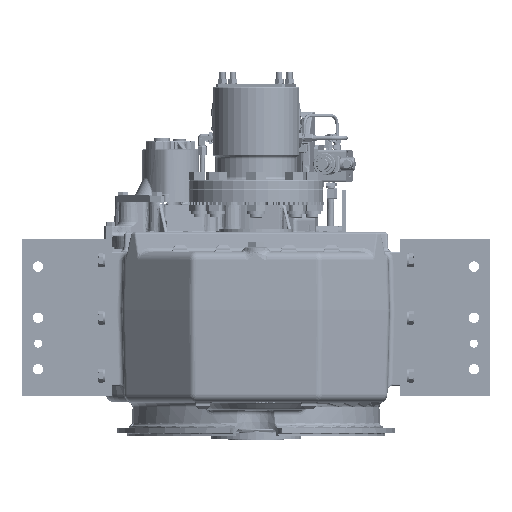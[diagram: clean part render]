
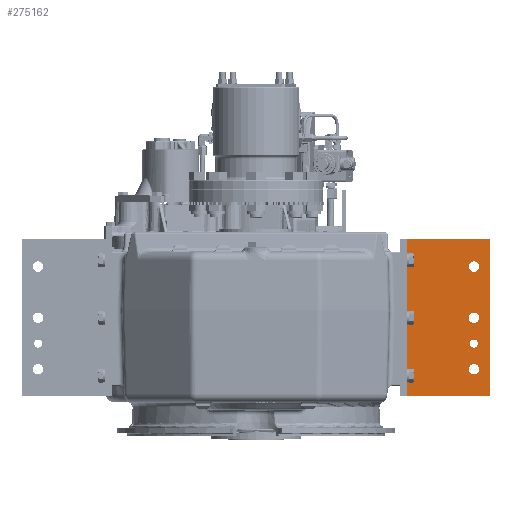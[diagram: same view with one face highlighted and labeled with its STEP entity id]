
A CAD part, front view. The second image highlights one B-rep face of the part: STEP entity #275162.
In plain terms, the highlighted planar face has unit normal (0, -1, 0).
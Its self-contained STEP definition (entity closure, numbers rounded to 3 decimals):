
#14693 = CIRCLE ( 'NONE', #426179, 10.319 ) ;
#14836 = CIRCLE ( 'NONE', #426210, 10.319 ) ;
#14851 = CIRCLE ( 'NONE', #426212, 8. ) ;
#14883 = CIRCLE ( 'NONE', #426219, 10.319 ) ;
#14997 = CIRCLE ( 'NONE', #426246, 10.319 ) ;
#15007 = CIRCLE ( 'NONE', #426265, 8. ) ;
#15025 = CIRCLE ( 'NONE', #426260, 10.319 ) ;
#15052 = CIRCLE ( 'NONE', #426287, 10.319 ) ;
#15159 = LINE ( 'NONE', #44980, #15167 ) ;
#15167 = VECTOR ( 'NONE', #44981, 1000. ) ;
#15206 = LINE ( 'NONE', #45015, #15211 ) ;
#15211 = VECTOR ( 'NONE', #45017, 1000. ) ;
#15228 = LINE ( 'NONE', #45094, #15232 ) ;
#15232 = VECTOR ( 'NONE', #45095, 1000. ) ;
#15239 = LINE ( 'NONE', #45130, #15251 ) ;
#15251 = VECTOR ( 'NONE', #45133, 1000. ) ;
#32432 = CARTESIAN_POINT ( 'NONE',  ( 431.8, -254.022, 330.145 ) ) ;
#32435 = DIRECTION ( 'NONE',  ( 0., 1., 0. ) ) ;
#32437 = DIRECTION ( 'NONE',  ( 1., 0., 0. ) ) ;
#33517 = CARTESIAN_POINT ( 'NONE',  ( 431.8, -254.022, 228.545 ) ) ;
#33566 = DIRECTION ( 'NONE',  ( 0., 1., 0. ) ) ;
#33569 = DIRECTION ( 'NONE',  ( 1., 0., 0. ) ) ;
#33578 = CARTESIAN_POINT ( 'NONE',  ( 431.8, -254.022, 177.745 ) ) ;
#33609 = DIRECTION ( 'NONE',  ( 0., -1., 0. ) ) ;
#33612 = DIRECTION ( 'NONE',  ( 1., 0., 0. ) ) ;
#33775 = CARTESIAN_POINT ( 'NONE',  ( 431.8, -254.022, 126.945 ) ) ;
#33798 = DIRECTION ( 'NONE',  ( 0., 1., 0. ) ) ;
#33800 = DIRECTION ( 'NONE',  ( 1., 0., 0. ) ) ;
#44605 = CARTESIAN_POINT ( 'NONE',  ( 431.8, -254.022, 126.945 ) ) ;
#44679 = DIRECTION ( 'NONE',  ( 0., 1., 0. ) ) ;
#44681 = DIRECTION ( 'NONE',  ( 1., 0., 0. ) ) ;
#44726 = CARTESIAN_POINT ( 'NONE',  ( 431.8, -254.022, 177.745 ) ) ;
#44729 = DIRECTION ( 'NONE',  ( 0., -1., 0. ) ) ;
#44731 = DIRECTION ( 'NONE',  ( 1., 0., 0. ) ) ;
#44734 = CARTESIAN_POINT ( 'NONE',  ( 431.8, -254.022, 330.145 ) ) ;
#44751 = DIRECTION ( 'NONE',  ( 0., 1., 0. ) ) ;
#44753 = DIRECTION ( 'NONE',  ( 1., 0., 0. ) ) ;
#44800 = CARTESIAN_POINT ( 'NONE',  ( 431.8, -254.022, 228.545 ) ) ;
#44824 = DIRECTION ( 'NONE',  ( 0., 1., 0. ) ) ;
#44826 = DIRECTION ( 'NONE',  ( 1., 0., 0. ) ) ;
#44980 = CARTESIAN_POINT ( 'NONE',  ( 463.55, -254.022, 228.545 ) ) ;
#44981 = DIRECTION ( 'NONE',  ( 0., 0., 1. ) ) ;
#45015 = CARTESIAN_POINT ( 'NONE',  ( 381., -254.022, 384.12 ) ) ;
#45017 = DIRECTION ( 'NONE',  ( -1., 0., 0. ) ) ;
#45094 = CARTESIAN_POINT ( 'NONE',  ( 381., -254.022, 72.97 ) ) ;
#45095 = DIRECTION ( 'NONE',  ( 1., 0., 0. ) ) ;
#45130 = CARTESIAN_POINT ( 'NONE',  ( 298.45, -254.022, 228.545 ) ) ;
#45133 = DIRECTION ( 'NONE',  ( 0., 0., -1. ) ) ;
#146013 = CARTESIAN_POINT ( 'NONE',  ( 423.8, -254.022, 177.745 ) ) ;
#146015 = CARTESIAN_POINT ( 'NONE',  ( 439.8, -254.022, 177.745 ) ) ;
#146034 = CARTESIAN_POINT ( 'NONE',  ( 421.481, -254.022, 228.545 ) ) ;
#146038 = CARTESIAN_POINT ( 'NONE',  ( 442.119, -254.022, 228.545 ) ) ;
#146049 = CARTESIAN_POINT ( 'NONE',  ( 421.481, -254.022, 330.145 ) ) ;
#146053 = CARTESIAN_POINT ( 'NONE',  ( 442.119, -254.022, 330.145 ) ) ;
#146062 = CARTESIAN_POINT ( 'NONE',  ( 421.481, -254.022, 126.945 ) ) ;
#146064 = CARTESIAN_POINT ( 'NONE',  ( 442.119, -254.022, 126.945 ) ) ;
#146080 = CARTESIAN_POINT ( 'NONE',  ( 463.55, -254.022, 384.12 ) ) ;
#146083 = CARTESIAN_POINT ( 'NONE',  ( 298.45, -254.022, 384.12 ) ) ;
#146086 = CARTESIAN_POINT ( 'NONE',  ( 298.45, -254.022, 72.97 ) ) ;
#146089 = CARTESIAN_POINT ( 'NONE',  ( 463.55, -254.022, 72.97 ) ) ;
#153584 = AXIS2_PLACEMENT_3D ( 'NONE', #181280, #181302, #181303 ) ;
#181280 = CARTESIAN_POINT ( 'NONE',  ( 298.45, -254.022, 72.97 ) ) ;
#181282 = PLANE ( 'NONE',  #153584 ) ;
#181302 = DIRECTION ( 'NONE',  ( 0., -1., 0. ) ) ;
#181303 = DIRECTION ( 'NONE',  ( 1., 0., 0. ) ) ;
#199526 = FACE_OUTER_BOUND ( 'NONE', #367646, .T. ) ;
#199562 = FACE_BOUND ( 'NONE', #367627, .T. ) ;
#199606 = FACE_BOUND ( 'NONE', #367639, .T. ) ;
#199612 = FACE_BOUND ( 'NONE', #367641, .T. ) ;
#199616 = FACE_BOUND ( 'NONE', #367643, .T. ) ;
#275162 = ADVANCED_FACE ( 'NONE', ( #199562, #199606, #199612, #199616, #199526 ), #181282, .T. ) ;
#323254 = EDGE_CURVE ( 'NONE', #335032, #335031, #14693, .T. ) ;
#323377 = EDGE_CURVE ( 'NONE', #335028, #335027, #14836, .T. ) ;
#323383 = EDGE_CURVE ( 'NONE', #335021, #335022, #14851, .T. ) ;
#323401 = EDGE_CURVE ( 'NONE', #335036, #335035, #14883, .T. ) ;
#323507 = EDGE_CURVE ( 'NONE', #335035, #335036, #14997, .T. ) ;
#323513 = EDGE_CURVE ( 'NONE', #335022, #335021, #15007, .T. ) ;
#323522 = EDGE_CURVE ( 'NONE', #335031, #335032, #15025, .T. ) ;
#323548 = EDGE_CURVE ( 'NONE', #335027, #335028, #15052, .T. ) ;
#323592 = EDGE_CURVE ( 'NONE', #335044, #335041, #15159, .T. ) ;
#323604 = EDGE_CURVE ( 'NONE', #335041, #335042, #15206, .T. ) ;
#323615 = EDGE_CURVE ( 'NONE', #335043, #335044, #15228, .T. ) ;
#323625 = EDGE_CURVE ( 'NONE', #335042, #335043, #15239, .T. ) ;
#335021 = VERTEX_POINT ( 'NONE', #146013 ) ;
#335022 = VERTEX_POINT ( 'NONE', #146015 ) ;
#335027 = VERTEX_POINT ( 'NONE', #146034 ) ;
#335028 = VERTEX_POINT ( 'NONE', #146038 ) ;
#335031 = VERTEX_POINT ( 'NONE', #146049 ) ;
#335032 = VERTEX_POINT ( 'NONE', #146053 ) ;
#335035 = VERTEX_POINT ( 'NONE', #146062 ) ;
#335036 = VERTEX_POINT ( 'NONE', #146064 ) ;
#335041 = VERTEX_POINT ( 'NONE', #146080 ) ;
#335042 = VERTEX_POINT ( 'NONE', #146083 ) ;
#335043 = VERTEX_POINT ( 'NONE', #146086 ) ;
#335044 = VERTEX_POINT ( 'NONE', #146089 ) ;
#367627 = EDGE_LOOP ( 'NONE', ( #419307, #419308 ) ) ;
#367639 = EDGE_LOOP ( 'NONE', ( #419309, #419310 ) ) ;
#367641 = EDGE_LOOP ( 'NONE', ( #419311, #419312 ) ) ;
#367643 = EDGE_LOOP ( 'NONE', ( #419313, #419314 ) ) ;
#367646 = EDGE_LOOP ( 'NONE', ( #419315, #419316, #419317, #419318 ) ) ;
#419307 = ORIENTED_EDGE ( 'NONE', *, *, #323383, .F. ) ;
#419308 = ORIENTED_EDGE ( 'NONE', *, *, #323513, .F. ) ;
#419309 = ORIENTED_EDGE ( 'NONE', *, *, #323401, .T. ) ;
#419310 = ORIENTED_EDGE ( 'NONE', *, *, #323507, .T. ) ;
#419311 = ORIENTED_EDGE ( 'NONE', *, *, #323254, .T. ) ;
#419312 = ORIENTED_EDGE ( 'NONE', *, *, #323522, .T. ) ;
#419313 = ORIENTED_EDGE ( 'NONE', *, *, #323377, .T. ) ;
#419314 = ORIENTED_EDGE ( 'NONE', *, *, #323548, .T. ) ;
#419315 = ORIENTED_EDGE ( 'NONE', *, *, #323604, .T. ) ;
#419316 = ORIENTED_EDGE ( 'NONE', *, *, #323625, .T. ) ;
#419317 = ORIENTED_EDGE ( 'NONE', *, *, #323615, .T. ) ;
#419318 = ORIENTED_EDGE ( 'NONE', *, *, #323592, .T. ) ;
#426179 = AXIS2_PLACEMENT_3D ( 'NONE', #32432, #32435, #32437 ) ;
#426210 = AXIS2_PLACEMENT_3D ( 'NONE', #33517, #33566, #33569 ) ;
#426212 = AXIS2_PLACEMENT_3D ( 'NONE', #33578, #33609, #33612 ) ;
#426219 = AXIS2_PLACEMENT_3D ( 'NONE', #33775, #33798, #33800 ) ;
#426246 = AXIS2_PLACEMENT_3D ( 'NONE', #44605, #44679, #44681 ) ;
#426260 = AXIS2_PLACEMENT_3D ( 'NONE', #44734, #44751, #44753 ) ;
#426265 = AXIS2_PLACEMENT_3D ( 'NONE', #44726, #44729, #44731 ) ;
#426287 = AXIS2_PLACEMENT_3D ( 'NONE', #44800, #44824, #44826 ) ;
